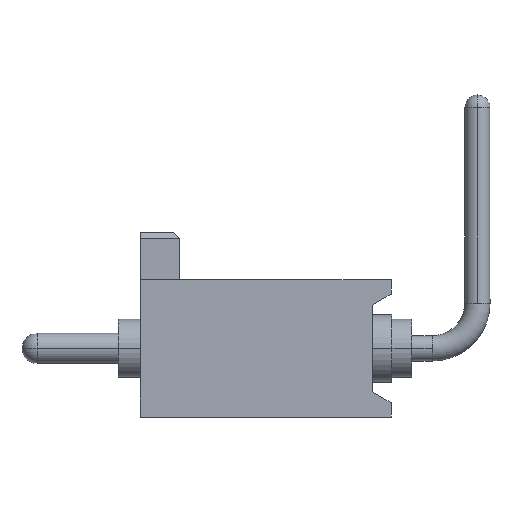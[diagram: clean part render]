
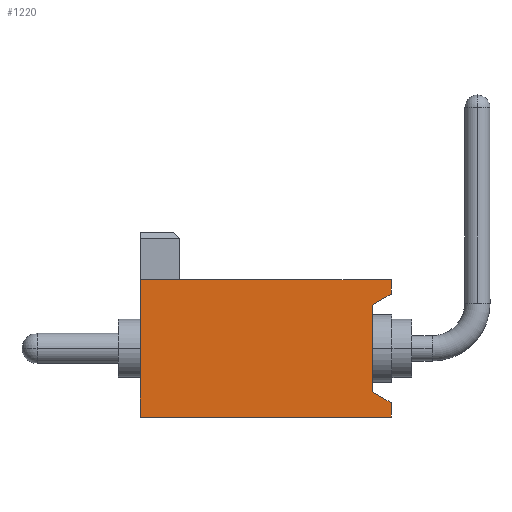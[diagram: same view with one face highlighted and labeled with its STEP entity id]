
A CAD part, left-side view. The second image highlights one B-rep face of the part: STEP entity #1220.
In plain terms, the highlighted planar face has unit normal (-1, 0, 0).
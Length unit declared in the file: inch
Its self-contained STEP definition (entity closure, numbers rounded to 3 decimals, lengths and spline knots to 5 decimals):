
#67 = VERTEX_POINT ( 'NONE', #810 ) ;
#83 = ORIENTED_EDGE ( 'NONE', *, *, #2391, .T. ) ;
#140 = CARTESIAN_POINT ( 'NONE',  ( 0., -0.159, -0.087 ) ) ;
#255 = ORIENTED_EDGE ( 'NONE', *, *, #2867, .F. ) ;
#277 = VERTEX_POINT ( 'NONE', #2276 ) ;
#331 = LINE ( 'NONE', #1898, #489 ) ;
#358 = LINE ( 'NONE', #540, #1635 ) ;
#379 = ORIENTED_EDGE ( 'NONE', *, *, #496, .F. ) ;
#477 = CARTESIAN_POINT ( 'NONE',  ( 0., -0.159, 0. ) ) ;
#489 = VECTOR ( 'NONE', #968, 39.37008 ) ;
#496 = EDGE_CURVE ( 'NONE', #541, #2518, #2933, .T. ) ;
#497 = ORIENTED_EDGE ( 'NONE', *, *, #1122, .T. ) ;
#539 = EDGE_CURVE ( 'NONE', #2016, #67, #2241, .T. ) ;
#540 = CARTESIAN_POINT ( 'NONE',  ( 0., 0., -0.087 ) ) ;
#541 = VERTEX_POINT ( 'NONE', #1501 ) ;
#607 = FACE_OUTER_BOUND ( 'NONE', #1925, .T. ) ;
#637 = LINE ( 'NONE', #140, #2949 ) ;
#706 = EDGE_CURVE ( 'NONE', #277, #2064, #2789, .T. ) ;
#807 = CARTESIAN_POINT ( 'NONE',  ( 0., -0.159, -0.087 ) ) ;
#810 = CARTESIAN_POINT ( 'NONE',  ( 0., -0.159, 0. ) ) ;
#877 = ORIENTED_EDGE ( 'NONE', *, *, #539, .T. ) ;
#941 = DIRECTION ( 'NONE',  ( 0., 0.866, -0.5 ) ) ;
#942 = CARTESIAN_POINT ( 'NONE',  ( 0., -0.159, -0.00907 ) ) ;
#954 = ORIENTED_EDGE ( 'NONE', *, *, #706, .F. ) ;
#968 = DIRECTION ( 'NONE',  ( 0., 0., -1. ) ) ;
#1034 = PLANE ( 'NONE',  #2707 ) ;
#1039 = ORIENTED_EDGE ( 'NONE', *, *, #2593, .F. ) ;
#1071 = VECTOR ( 'NONE', #1434, 39.37008 ) ;
#1122 = EDGE_CURVE ( 'NONE', #67, #2908, #2549, .T. ) ;
#1166 = DIRECTION ( 'NONE',  ( 0., 1., 0. ) ) ;
#1220 = ADVANCED_FACE ( 'NONE', ( #607 ), #1034, .T. ) ;
#1228 = CARTESIAN_POINT ( 'NONE',  ( 0., 0., 0. ) ) ;
#1346 = CARTESIAN_POINT ( 'NONE',  ( 0., 0., -0.087 ) ) ;
#1434 = DIRECTION ( 'NONE',  ( 0., -0.866, -0.5 ) ) ;
#1437 = LINE ( 'NONE', #2351, #2706 ) ;
#1497 = EDGE_CURVE ( 'NONE', #2518, #2908, #358, .T. ) ;
#1501 = CARTESIAN_POINT ( 'NONE',  ( 0., -0.159, -0.087 ) ) ;
#1543 = DIRECTION ( 'NONE',  ( 0., 0., 1. ) ) ;
#1618 = VECTOR ( 'NONE', #1725, 39.37008 ) ;
#1635 = VECTOR ( 'NONE', #2377, 39.37008 ) ;
#1666 = CARTESIAN_POINT ( 'NONE',  ( 0., -0.16293, -0.0802 ) ) ;
#1725 = DIRECTION ( 'NONE',  ( 0., 0., 1. ) ) ;
#1898 = CARTESIAN_POINT ( 'NONE',  ( 0., -0.147, -0.087 ) ) ;
#1925 = EDGE_LOOP ( 'NONE', ( #255, #877, #497, #2136, #379, #83, #954, #1039 ) ) ;
#1946 = CARTESIAN_POINT ( 'NONE',  ( 0., -0.159, -0.087 ) ) ;
#1965 = CARTESIAN_POINT ( 'NONE',  ( 0., -0.159, -0.087 ) ) ;
#1983 = DIRECTION ( 'NONE',  ( -1., 0., 0. ) ) ;
#2016 = VERTEX_POINT ( 'NONE', #942 ) ;
#2047 = CARTESIAN_POINT ( 'NONE',  ( 0., -0.159, -0.07793 ) ) ;
#2064 = VERTEX_POINT ( 'NONE', #2047 ) ;
#2136 = ORIENTED_EDGE ( 'NONE', *, *, #1497, .F. ) ;
#2241 = LINE ( 'NONE', #807, #1618 ) ;
#2276 = CARTESIAN_POINT ( 'NONE',  ( 0., -0.147, -0.071 ) ) ;
#2329 = VERTEX_POINT ( 'NONE', #2901 ) ;
#2351 = CARTESIAN_POINT ( 'NONE',  ( 0., -0.12526, -0.02855 ) ) ;
#2377 = DIRECTION ( 'NONE',  ( 0., 0., 1. ) ) ;
#2391 = EDGE_CURVE ( 'NONE', #541, #2064, #637, .T. ) ;
#2518 = VERTEX_POINT ( 'NONE', #1346 ) ;
#2549 = LINE ( 'NONE', #477, #2754 ) ;
#2593 = EDGE_CURVE ( 'NONE', #2329, #277, #331, .T. ) ;
#2644 = DIRECTION ( 'NONE',  ( 0., 0., 1. ) ) ;
#2687 = DIRECTION ( 'NONE',  ( 0., 1., 0. ) ) ;
#2706 = VECTOR ( 'NONE', #941, 39.37008 ) ;
#2707 = AXIS2_PLACEMENT_3D ( 'NONE', #1946, #1983, #2644 ) ;
#2737 = VECTOR ( 'NONE', #2687, 39.37008 ) ;
#2754 = VECTOR ( 'NONE', #1166, 39.37008 ) ;
#2789 = LINE ( 'NONE', #1666, #1071 ) ;
#2867 = EDGE_CURVE ( 'NONE', #2016, #2329, #1437, .T. ) ;
#2901 = CARTESIAN_POINT ( 'NONE',  ( 0., -0.147, -0.016 ) ) ;
#2908 = VERTEX_POINT ( 'NONE', #1228 ) ;
#2933 = LINE ( 'NONE', #1965, #2737 ) ;
#2949 = VECTOR ( 'NONE', #1543, 39.37008 ) ;
